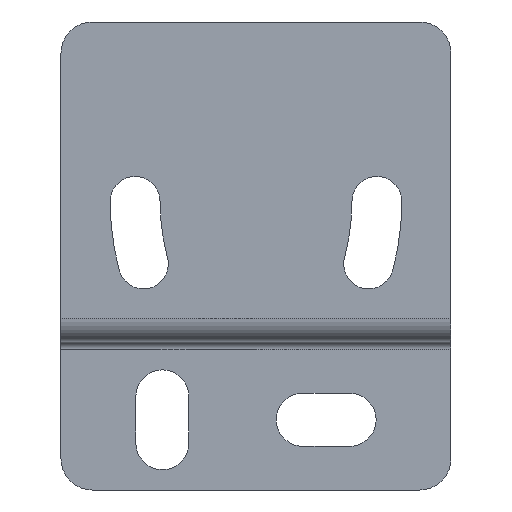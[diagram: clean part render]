
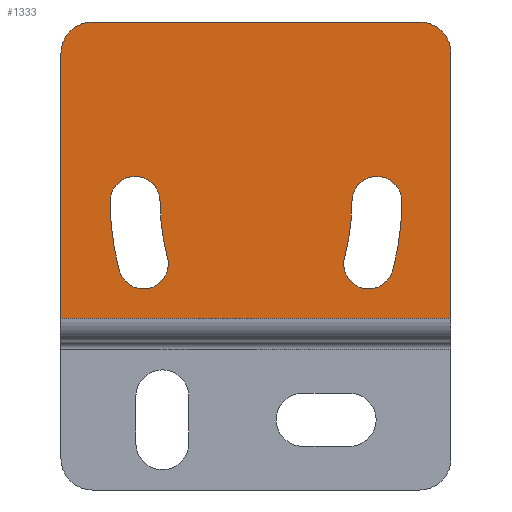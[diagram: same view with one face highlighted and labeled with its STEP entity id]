
A CAD part, left-side view. The second image highlights one B-rep face of the part: STEP entity #1333.
In plain terms, the highlighted planar face has unit normal (-1, 0, 0).
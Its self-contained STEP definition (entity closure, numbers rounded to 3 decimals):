
#70=DIRECTION('',(0.,0.,-1.));
#71=VECTOR('',#70,17.);
#72=CARTESIAN_POINT('',(-4.9,2.65,-1.3));
#73=LINE('',#72,#71);
#164=DIRECTION('',(0.,-1.,0.));
#165=VECTOR('',#164,25.);
#166=CARTESIAN_POINT('',(-4.9,2.65,-18.3));
#167=LINE('',#166,#165);
#178=CARTESIAN_POINT('',(-4.9,0.65,-1.3));
#179=DIRECTION('',(1.,0.,0.));
#180=DIRECTION('',(0.,1.,0.));
#181=AXIS2_PLACEMENT_3D('',#178,#179,#180);
#186=DIRECTION('',(0.,-1.,0.));
#187=VECTOR('',#186,21.);
#188=CARTESIAN_POINT('',(-4.9,0.65,0.7));
#189=LINE('',#188,#187);
#193=CARTESIAN_POINT('',(-4.9,-20.35,-1.3));
#194=DIRECTION('',(1.,0.,0.));
#195=DIRECTION('',(0.,0.,1.));
#196=AXIS2_PLACEMENT_3D('',#193,#194,#195);
#201=DIRECTION('',(0.,0.,-1.));
#202=VECTOR('',#201,17.);
#203=CARTESIAN_POINT('',(-4.9,-22.35,-1.3));
#204=LINE('',#203,#202);
#208=CARTESIAN_POINT('',(-4.9,-2.628,-14.812));
#209=DIRECTION('',(-1.,0.,0.));
#210=DIRECTION('',(0.,0.966,-0.259));
#211=AXIS2_PLACEMENT_3D('',#208,#209,#210);
#216=CARTESIAN_POINT('',(-4.9,-2.628,-14.812));
#217=DIRECTION('',(-1.,0.,0.));
#218=DIRECTION('',(0.,0.,-1.));
#219=AXIS2_PLACEMENT_3D('',#216,#217,#218);
#224=CARTESIAN_POINT('',(-4.9,-17.6,-10.8));
#225=DIRECTION('',(1.,0.,0.));
#226=DIRECTION('',(0.,0.966,-0.259));
#227=AXIS2_PLACEMENT_3D('',#224,#225,#226);
#232=CARTESIAN_POINT('',(-4.9,-2.1,-10.8));
#233=DIRECTION('',(-1.,0.,0.));
#234=DIRECTION('',(0.,-1.,0.));
#235=AXIS2_PLACEMENT_3D('',#232,#233,#234);
#240=CARTESIAN_POINT('',(-4.9,-2.1,-10.8));
#241=DIRECTION('',(-1.,0.,0.));
#242=DIRECTION('',(0.,0.,1.));
#243=AXIS2_PLACEMENT_3D('',#240,#241,#242);
#248=CARTESIAN_POINT('',(-4.9,-17.6,-10.8));
#249=DIRECTION('',(-1.,0.,0.));
#250=DIRECTION('',(0.,1.,0.));
#251=AXIS2_PLACEMENT_3D('',#248,#249,#250);
#256=CARTESIAN_POINT('',(-4.9,-17.6,-10.8));
#257=DIRECTION('',(-1.,0.,0.));
#258=DIRECTION('',(0.,-1.,0.));
#259=AXIS2_PLACEMENT_3D('',#256,#257,#258);
#264=CARTESIAN_POINT('',(-4.9,-17.6,-10.8));
#265=DIRECTION('',(-1.,0.,0.));
#266=DIRECTION('',(0.,0.,1.));
#267=AXIS2_PLACEMENT_3D('',#264,#265,#266);
#272=CARTESIAN_POINT('',(-4.9,-2.1,-10.8));
#273=DIRECTION('',(1.,0.,0.));
#274=DIRECTION('',(0.,-1.,0.));
#275=AXIS2_PLACEMENT_3D('',#272,#273,#274);
#280=CARTESIAN_POINT('',(-4.9,-17.072,-14.812));
#281=DIRECTION('',(-1.,0.,0.));
#282=DIRECTION('',(0.,0.966,0.259));
#283=AXIS2_PLACEMENT_3D('',#280,#281,#282);
#288=CARTESIAN_POINT('',(-4.9,-17.072,-14.812));
#289=DIRECTION('',(-1.,0.,0.));
#290=DIRECTION('',(0.,0.,-1.));
#291=AXIS2_PLACEMENT_3D('',#288,#289,#290);
#296=CARTESIAN_POINT('',(-4.9,-2.1,-10.8));
#297=DIRECTION('',(-1.,0.,0.));
#298=DIRECTION('',(0.,-0.966,-0.259));
#299=AXIS2_PLACEMENT_3D('',#296,#297,#298);
#1031=CARTESIAN_POINT('',(-4.9,2.65,-1.3));
#1032=VERTEX_POINT('',#1031);
#1033=CARTESIAN_POINT('',(-4.9,2.65,-18.3));
#1034=VERTEX_POINT('',#1033);
#1059=CARTESIAN_POINT('',(-4.9,-22.35,-18.3));
#1060=VERTEX_POINT('',#1059);
#1061=CARTESIAN_POINT('',(-4.9,0.65,0.7));
#1062=VERTEX_POINT('',#1061);
#1063=CARTESIAN_POINT('',(-4.9,-20.35,0.7));
#1064=VERTEX_POINT('',#1063);
#1065=CARTESIAN_POINT('',(-4.9,-22.35,-1.3));
#1066=VERTEX_POINT('',#1065);
#1067=CARTESIAN_POINT('',(-4.9,-1.083,-15.226));
#1068=CARTESIAN_POINT('',(-4.9,-2.628,-16.412));
#1069=VERTEX_POINT('',#1067);
#1070=VERTEX_POINT('',#1068);
#1071=CARTESIAN_POINT('',(-4.9,-4.174,-14.398));
#1072=VERTEX_POINT('',#1071);
#1073=CARTESIAN_POINT('',(-4.9,-3.7,-10.8));
#1074=VERTEX_POINT('',#1073);
#1075=CARTESIAN_POINT('',(-4.9,-2.1,-9.2));
#1076=VERTEX_POINT('',#1075);
#1077=CARTESIAN_POINT('',(-4.9,-0.5,-10.8));
#1078=VERTEX_POINT('',#1077);
#1079=CARTESIAN_POINT('',(-4.9,-19.2,-10.8));
#1080=CARTESIAN_POINT('',(-4.9,-17.6,-9.2));
#1081=VERTEX_POINT('',#1079);
#1082=VERTEX_POINT('',#1080);
#1083=CARTESIAN_POINT('',(-4.9,-16.,-10.8));
#1084=VERTEX_POINT('',#1083);
#1085=CARTESIAN_POINT('',(-4.9,-15.526,-14.398));
#1086=VERTEX_POINT('',#1085);
#1087=CARTESIAN_POINT('',(-4.9,-17.072,-16.412));
#1088=VERTEX_POINT('',#1087);
#1089=CARTESIAN_POINT('',(-4.9,-18.617,-15.226));
#1090=VERTEX_POINT('',#1089);
#1288=CARTESIAN_POINT('',(-4.9,-9.85,-8.8));
#1289=DIRECTION('',(1.,0.,0.));
#1290=DIRECTION('',(0.,0.,-1.));
#1291=AXIS2_PLACEMENT_3D('',#1288,#1289,#1290);
#1292=PLANE('',#1291);
#1293=ORIENTED_EDGE('',*,*,#1280,.F.);
#1294=ORIENTED_EDGE('',*,*,#1220,.F.);
#1296=ORIENTED_EDGE('',*,*,#1295,.T.);
#1298=ORIENTED_EDGE('',*,*,#1297,.T.);
#1300=ORIENTED_EDGE('',*,*,#1299,.T.);
#1302=ORIENTED_EDGE('',*,*,#1301,.T.);
#1303=EDGE_LOOP('',(#1293,#1294,#1296,#1298,#1300,#1302));
#1304=FACE_OUTER_BOUND('',#1303,.F.);
#1306=ORIENTED_EDGE('',*,*,#1305,.T.);
#1308=ORIENTED_EDGE('',*,*,#1307,.T.);
#1310=ORIENTED_EDGE('',*,*,#1309,.T.);
#1312=ORIENTED_EDGE('',*,*,#1311,.T.);
#1314=ORIENTED_EDGE('',*,*,#1313,.T.);
#1316=ORIENTED_EDGE('',*,*,#1315,.T.);
#1317=EDGE_LOOP('',(#1306,#1308,#1310,#1312,#1314,#1316));
#1318=FACE_BOUND('',#1317,.F.);
#1320=ORIENTED_EDGE('',*,*,#1319,.T.);
#1322=ORIENTED_EDGE('',*,*,#1321,.T.);
#1324=ORIENTED_EDGE('',*,*,#1323,.T.);
#1326=ORIENTED_EDGE('',*,*,#1325,.T.);
#1328=ORIENTED_EDGE('',*,*,#1327,.T.);
#1330=ORIENTED_EDGE('',*,*,#1329,.T.);
#1331=EDGE_LOOP('',(#1320,#1322,#1324,#1326,#1328,#1330));
#1332=FACE_BOUND('',#1331,.F.);
#1333=ADVANCED_FACE('',(#1304,#1318,#1332),#1292,.F.);
#182=CIRCLE('',#181,2.);
#197=CIRCLE('',#196,2.);
#212=CIRCLE('',#211,1.6);
#220=CIRCLE('',#219,1.6);
#228=CIRCLE('',#227,13.9);
#236=CIRCLE('',#235,1.6);
#244=CIRCLE('',#243,1.6);
#252=CIRCLE('',#251,17.1);
#260=CIRCLE('',#259,1.6);
#268=CIRCLE('',#267,1.6);
#276=CIRCLE('',#275,13.9);
#284=CIRCLE('',#283,1.6);
#292=CIRCLE('',#291,1.6);
#300=CIRCLE('',#299,17.1);
#1220=EDGE_CURVE('',#1032,#1034,#73,.T.);
#1280=EDGE_CURVE('',#1034,#1060,#167,.T.);
#1295=EDGE_CURVE('',#1032,#1062,#182,.T.);
#1297=EDGE_CURVE('',#1062,#1064,#189,.T.);
#1299=EDGE_CURVE('',#1064,#1066,#197,.T.);
#1301=EDGE_CURVE('',#1066,#1060,#204,.T.);
#1305=EDGE_CURVE('',#1069,#1070,#212,.T.);
#1307=EDGE_CURVE('',#1070,#1072,#220,.T.);
#1309=EDGE_CURVE('',#1072,#1074,#228,.T.);
#1311=EDGE_CURVE('',#1074,#1076,#236,.T.);
#1313=EDGE_CURVE('',#1076,#1078,#244,.T.);
#1315=EDGE_CURVE('',#1078,#1069,#252,.T.);
#1319=EDGE_CURVE('',#1081,#1082,#260,.T.);
#1321=EDGE_CURVE('',#1082,#1084,#268,.T.);
#1323=EDGE_CURVE('',#1084,#1086,#276,.T.);
#1325=EDGE_CURVE('',#1086,#1088,#284,.T.);
#1327=EDGE_CURVE('',#1088,#1090,#292,.T.);
#1329=EDGE_CURVE('',#1090,#1081,#300,.T.);
